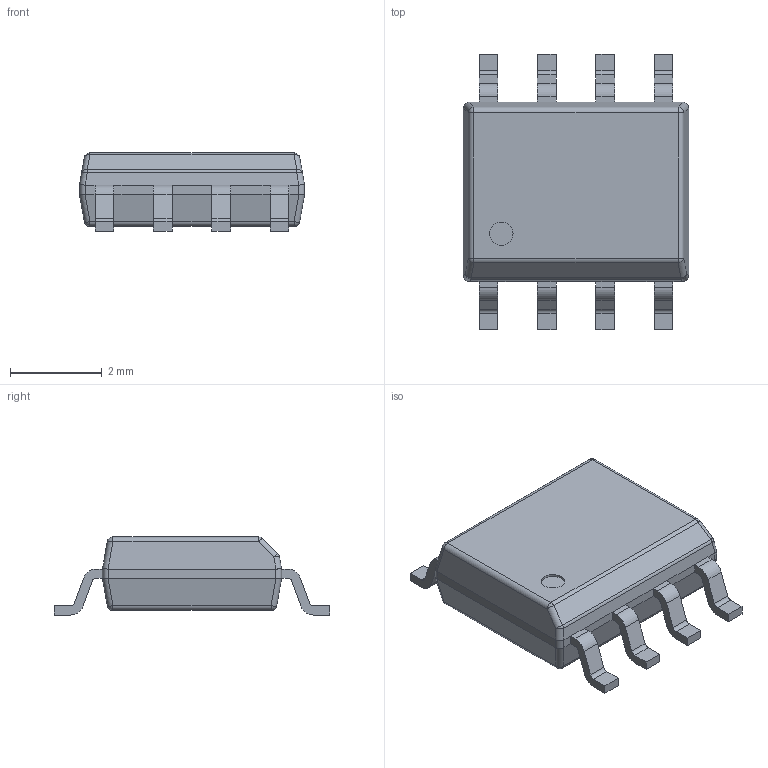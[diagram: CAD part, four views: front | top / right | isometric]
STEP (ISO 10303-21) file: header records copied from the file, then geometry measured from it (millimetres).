
FILE_DESCRIPTION(/* description */ (''),/* implementation_level */ '2;1');
FILE_NAME(/* name */ '24C64.step',/* time_stamp */ '2025-12-25T10:28:31+08:00',/* author */ (''),/* organization */ (''),/* preprocessor_version */ 'ST-DEVELOPER v20.1',/* originating_system */ 'Autodesk Translation Framework v14.21.0.0',/* authorisation */ '');
FILE_SCHEMA (('AUTOMOTIVE_DESIGN { 1 0 10303 214 3 1 1 }'));
Length unit declared in the file: millimetre
Products named in the file (1): T79x-U1-SOIC-8_L5.0-W4.0-P1.27-LS6.0-BL
Bounding box: 4.9 x 6 x 1.7 mm (x, y, z)
Volume: 29.7 mm3; surface area: 74.7 mm2
Topology: 1 solids, 1 shells, 162 faces, 415 edges, 256 vertices
Faces by surface type: plane 96, cylinder 56, sphere 10
Full cylindrical faces by diameter (mm): 0.509 x1
Entity records: 5058 total; most frequent: CARTESIAN_POINT 858, DIRECTION 845, ORIENTED_EDGE 830, EDGE_CURVE 415, LINE 295, VECTOR 295, AXIS2_PLACEMENT_3D 275, VERTEX_POINT 256
